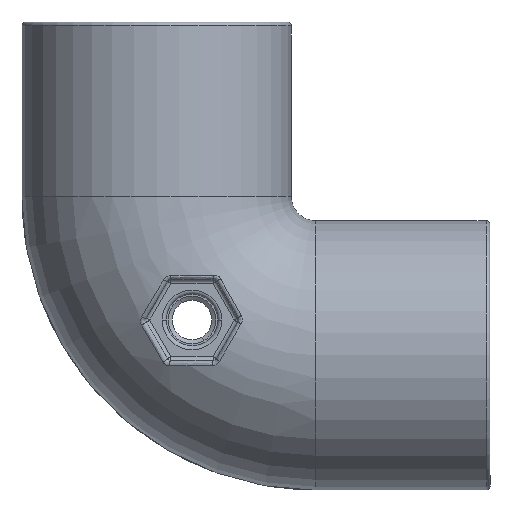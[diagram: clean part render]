
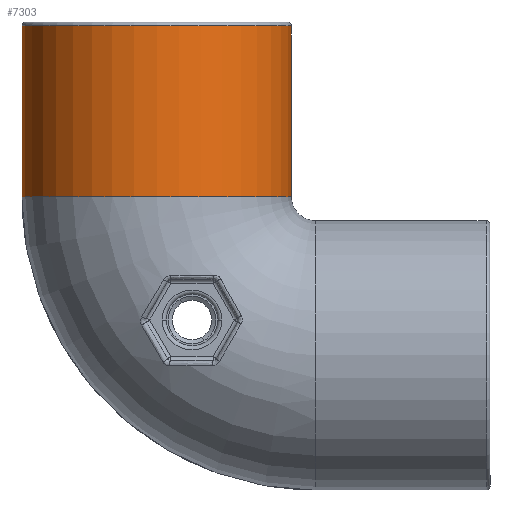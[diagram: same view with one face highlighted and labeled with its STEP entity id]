
A CAD part, left-side view. The second image highlights one B-rep face of the part: STEP entity #7303.
In plain terms, the highlighted cylindrical face has radius 17 mm (diameter 34 mm), a partial arc.
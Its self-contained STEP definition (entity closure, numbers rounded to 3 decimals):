
#653 = DIRECTION ( 'NONE',  ( -1., 0., 0. ) ) ;
#940 = DIRECTION ( 'NONE',  ( 1., 0., 0. ) ) ;
#1657 = CARTESIAN_POINT ( 'NONE',  ( 0., -1.03, -36.969 ) ) ;
#2752 = CARTESIAN_POINT ( 'NONE',  ( 0., -1.03, -3.031 ) ) ;
#2866 = EDGE_CURVE ( 'NONE', #8591, #9173, #6759, .T. ) ;
#3127 = DIRECTION ( 'NONE',  ( 1., 0., 0. ) ) ;
#3561 = CARTESIAN_POINT ( 'NONE',  ( -21.5, -1.03, -3.031 ) ) ;
#4253 = AXIS2_PLACEMENT_3D ( 'NONE', #5165, #15431, #6612 ) ;
#5036 = CARTESIAN_POINT ( 'NONE',  ( -21.5, -1.03, -36.969 ) ) ;
#5165 = CARTESIAN_POINT ( 'NONE',  ( 0., 0., -20. ) ) ;
#5356 = CARTESIAN_POINT ( 'NONE',  ( 0., -1.03, -36.969 ) ) ;
#5909 = AXIS2_PLACEMENT_3D ( 'NONE', #9738, #940, #11219 ) ;
#6290 = CIRCLE ( 'NONE', #5909, 17. ) ;
#6612 = DIRECTION ( 'NONE',  ( 0., 0., -1. ) ) ;
#6671 = LINE ( 'NONE', #1657, #13128 ) ;
#6759 = LINE ( 'NONE', #2752, #15027 ) ;
#7147 = ORIENTED_EDGE ( 'NONE', *, *, #2866, .T. ) ;
#7162 = EDGE_LOOP ( 'NONE', ( #7147, #12708, #10645, #14772 ) ) ;
#7303 = ADVANCED_FACE ( 'NONE', ( #7712 ), #15060, .T. ) ;
#7391 = VERTEX_POINT ( 'NONE', #5036 ) ;
#7712 = FACE_OUTER_BOUND ( 'NONE', #7162, .T. ) ;
#8591 = VERTEX_POINT ( 'NONE', #18950 ) ;
#9173 = VERTEX_POINT ( 'NONE', #3561 ) ;
#9446 = CARTESIAN_POINT ( 'NONE',  ( 0., 0., -20. ) ) ;
#9612 = CIRCLE ( 'NONE', #4253, 17. ) ;
#9706 = EDGE_CURVE ( 'NONE', #9173, #7391, #6290, .T. ) ;
#9738 = CARTESIAN_POINT ( 'NONE',  ( -21.5, 0., -20. ) ) ;
#10645 = ORIENTED_EDGE ( 'NONE', *, *, #16686, .T. ) ;
#10957 = DIRECTION ( 'NONE',  ( 0., 0., 1. ) ) ;
#11219 = DIRECTION ( 'NONE',  ( 0., 0., -1. ) ) ;
#12379 = AXIS2_PLACEMENT_3D ( 'NONE', #9446, #653, #10957 ) ;
#12708 = ORIENTED_EDGE ( 'NONE', *, *, #9706, .T. ) ;
#13128 = VECTOR ( 'NONE', #3127, 1000. ) ;
#14483 = DIRECTION ( 'NONE',  ( -1., 0., 0. ) ) ;
#14621 = EDGE_CURVE ( 'NONE', #8591, #14689, #9612, .T. ) ;
#14689 = VERTEX_POINT ( 'NONE', #5356 ) ;
#14772 = ORIENTED_EDGE ( 'NONE', *, *, #14621, .F. ) ;
#15027 = VECTOR ( 'NONE', #14483, 1000. ) ;
#15060 = CYLINDRICAL_SURFACE ( 'NONE', #12379, 17. ) ;
#15431 = DIRECTION ( 'NONE',  ( 1., 0., 0. ) ) ;
#16686 = EDGE_CURVE ( 'NONE', #7391, #14689, #6671, .T. ) ;
#18950 = CARTESIAN_POINT ( 'NONE',  ( 0., -1.03, -3.031 ) ) ;
